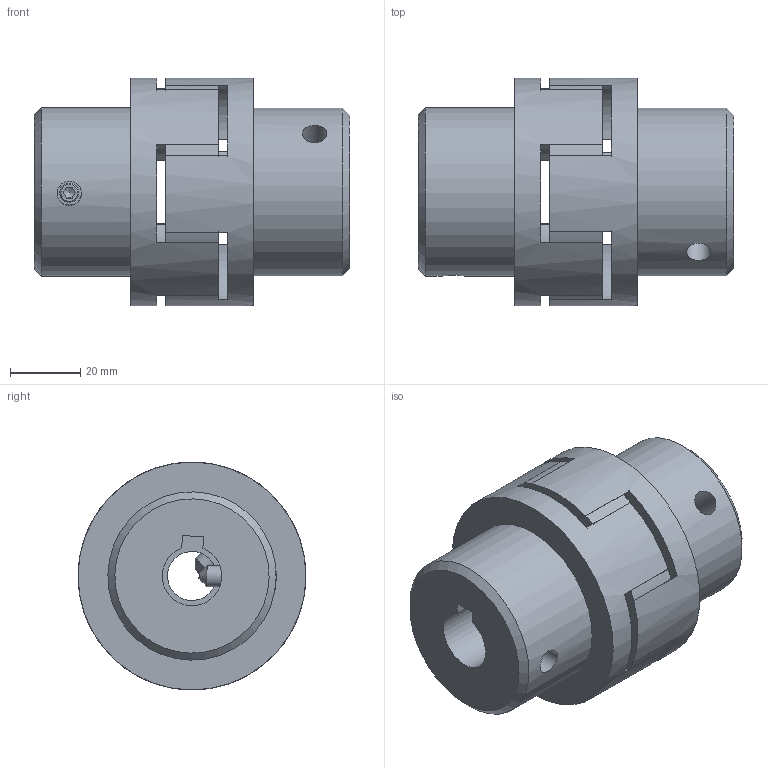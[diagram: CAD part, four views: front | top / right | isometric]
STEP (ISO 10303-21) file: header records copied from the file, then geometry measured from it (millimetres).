
FILE_DESCRIPTION(/* description */ (''),/* implementation_level */ '2;1');
FILE_NAME(/* name */ '944512.stp',/* time_stamp */ '2014-03-20T14:33:39+01:00',/* author */ ('jank'),/* organization */ ('Alutec K&K'),/* preprocessor_version */ 'ST-DEVELOPER v15.2',/* originating_system */ 'Autodesk Inventor 2014',/* authorisation */ '');
FILE_SCHEMA (('AUTOMOTIVE_DESIGN { 1 0 10303 214 3 1 1 }'));
Length unit declared in the file: millimetre
Products named in the file (1): 944512
Bounding box: 90 x 64.99 x 64.99 mm (x, y, z)
Volume: 181539.8 mm3; surface area: 47740.6 mm2
Topology: 5 solids, 5 shells, 117 faces, 306 edges, 203 vertices
Faces by surface type: cylinder 69, plane 40, cone 8
Full cylindrical faces by diameter (mm): 5.51 x2, 6 x2, 7 x2, 14 x1, 48 x2, 65 x2
Entity records: 3675 total; most frequent: CARTESIAN_POINT 754, DIRECTION 652, ORIENTED_EDGE 560, EDGE_CURVE 280, AXIS2_PLACEMENT_3D 272, VERTEX_POINT 196, CIRCLE 154, EDGE_LOOP 150
